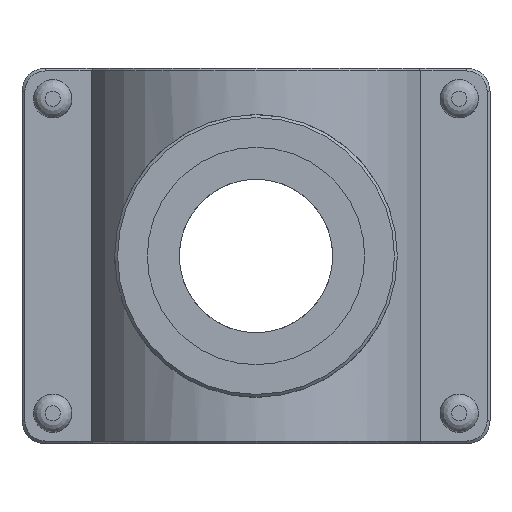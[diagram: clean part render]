
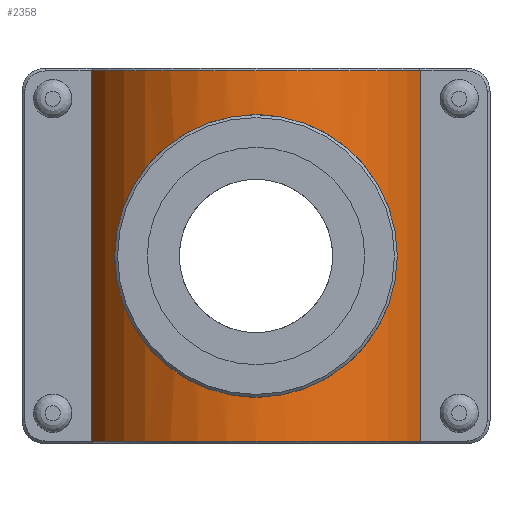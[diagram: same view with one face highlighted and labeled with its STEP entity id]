
A CAD part, front view. The second image highlights one B-rep face of the part: STEP entity #2358.
In plain terms, the highlighted cylindrical face has radius 46.875 mm (diameter 93.75 mm), a partial arc.
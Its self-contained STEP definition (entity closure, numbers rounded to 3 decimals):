
#169=LINE('',#4202,#357);
#170=LINE('',#4204,#358);
#357=VECTOR('',#3103,96.5);
#358=VECTOR('',#3106,96.5);
#588=CIRCLE('',#2555,46.875);
#589=CIRCLE('',#2558,46.875);
#652=FACE_BOUND('',#954,.T.);
#777=FACE_OUTER_BOUND('',#953,.T.);
#953=EDGE_LOOP('',(#1961,#1962,#1963,#1964));
#954=EDGE_LOOP('',(#1965));
#1042=B_SPLINE_CURVE_WITH_KNOTS('',3,(#3417,#3418,#3419,#3420,#3421,#3422,
#3423,#3424,#3425,#3426,#3427,#3428,#3429,#3430,#3431,#3432,#3433,#3434,
#3435,#3436,#3437,#3438,#3439,#3440,#3441,#3442,#3443,#3444,#3445,#3446,
#3447,#3448,#3449,#3450,#3451,#3452,#3453,#3454,#3455,#3456,#3457,#3458,
#3459,#3460,#3461,#3462,#3463,#3464,#3465,#3466,#3467,#3468,#3469,#3470,
#3471,#3472,#3473,#3474,#3475,#3476,#3477,#3478,#3479,#3480,#3481,#3482),
 .UNSPECIFIED.,.T.,.F.,(4,2,2,2,2,2,2,2,2,2,2,2,2,2,2,2,2,2,2,2,2,2,2,2,
2,2,2,2,2,2,2,2,4),(0.,0.382,0.765,1.147,
1.529,1.911,2.293,2.675,3.057,
3.438,3.82,4.202,4.584,4.966,
5.349,5.731,6.113,6.496,6.878,
7.26,7.643,8.024,8.406,8.788,
9.17,9.552,9.933,10.315,10.697,
11.079,11.462,11.844,12.226),
 .UNSPECIFIED.);
#1058=VERTEX_POINT('',#3416);
#1193=VERTEX_POINT('',#4142);
#1194=VERTEX_POINT('',#4147);
#1195=VERTEX_POINT('',#4154);
#1197=VERTEX_POINT('',#4163);
#1274=EDGE_CURVE('',#1058,#1058,#1042,.T.);
#1462=EDGE_CURVE('',#1193,#1194,#588,.T.);
#1468=EDGE_CURVE('',#1197,#1195,#589,.T.);
#1485=EDGE_CURVE('',#1193,#1195,#169,.T.);
#1486=EDGE_CURVE('',#1194,#1197,#170,.T.);
#1961=ORIENTED_EDGE('',*,*,#1462,.F.);
#1962=ORIENTED_EDGE('',*,*,#1485,.T.);
#1963=ORIENTED_EDGE('',*,*,#1468,.F.);
#1964=ORIENTED_EDGE('',*,*,#1486,.F.);
#1965=ORIENTED_EDGE('',*,*,#1274,.T.);
#2249=CYLINDRICAL_SURFACE('',#2573,46.875);
#2358=ADVANCED_FACE('',(#777,#652),#2249,.T.);
#2555=AXIS2_PLACEMENT_3D('',#4148,#3053,#3054);
#2558=AXIS2_PLACEMENT_3D('',#4168,#3061,#3062);
#2573=AXIS2_PLACEMENT_3D('',#4203,#3104,#3105);
#3053=DIRECTION('center_axis',(0.,0.,-1.));
#3054=DIRECTION('ref_axis',(1.,0.,0.));
#3061=DIRECTION('center_axis',(0.,0.,1.));
#3062=DIRECTION('ref_axis',(1.,0.,0.));
#3103=DIRECTION('',(0.,0.,1.));
#3104=DIRECTION('center_axis',(0.,0.,1.));
#3105=DIRECTION('ref_axis',(1.,0.,0.));
#3106=DIRECTION('',(0.,0.,1.));
#3416=CARTESIAN_POINT('',(-20.,-42.394,0.));
#3417=CARTESIAN_POINT('Ctrl Pts',(-20.,-42.394,0.));
#3418=CARTESIAN_POINT('Ctrl Pts',(-20.,-42.394,1.274));
#3419=CARTESIAN_POINT('Ctrl Pts',(-19.876,-42.453,2.586));
#3420=CARTESIAN_POINT('Ctrl Pts',(-19.362,-42.69,5.184));
#3421=CARTESIAN_POINT('Ctrl Pts',(-18.971,-42.868,6.47));
#3422=CARTESIAN_POINT('Ctrl Pts',(-17.946,-43.307,8.928));
#3423=CARTESIAN_POINT('Ctrl Pts',(-17.311,-43.568,10.102));
#3424=CARTESIAN_POINT('Ctrl Pts',(-15.849,-44.121,12.269));
#3425=CARTESIAN_POINT('Ctrl Pts',(-15.022,-44.412,13.263));
#3426=CARTESIAN_POINT('Ctrl Pts',(-13.264,-44.969,15.02));
#3427=CARTESIAN_POINT('Ctrl Pts',(-12.271,-45.254,15.847));
#3428=CARTESIAN_POINT('Ctrl Pts',(-10.103,-45.787,17.31));
#3429=CARTESIAN_POINT('Ctrl Pts',(-8.928,-46.034,17.946));
#3430=CARTESIAN_POINT('Ctrl Pts',(-6.469,-46.443,18.972));
#3431=CARTESIAN_POINT('Ctrl Pts',(-5.182,-46.606,19.362));
#3432=CARTESIAN_POINT('Ctrl Pts',(-2.584,-46.822,19.877));
#3433=CARTESIAN_POINT('Ctrl Pts',(-1.273,-46.875,20.));
#3434=CARTESIAN_POINT('Ctrl Pts',(1.273,-46.875,20.));
#3435=CARTESIAN_POINT('Ctrl Pts',(2.584,-46.822,19.877));
#3436=CARTESIAN_POINT('Ctrl Pts',(5.182,-46.606,19.362));
#3437=CARTESIAN_POINT('Ctrl Pts',(6.469,-46.443,18.972));
#3438=CARTESIAN_POINT('Ctrl Pts',(8.928,-46.034,17.946));
#3439=CARTESIAN_POINT('Ctrl Pts',(10.103,-45.787,17.31));
#3440=CARTESIAN_POINT('Ctrl Pts',(12.271,-45.254,15.847));
#3441=CARTESIAN_POINT('Ctrl Pts',(13.264,-44.969,15.02));
#3442=CARTESIAN_POINT('Ctrl Pts',(15.022,-44.412,13.263));
#3443=CARTESIAN_POINT('Ctrl Pts',(15.849,-44.121,12.269));
#3444=CARTESIAN_POINT('Ctrl Pts',(17.311,-43.568,10.102));
#3445=CARTESIAN_POINT('Ctrl Pts',(17.946,-43.307,8.928));
#3446=CARTESIAN_POINT('Ctrl Pts',(18.971,-42.868,6.47));
#3447=CARTESIAN_POINT('Ctrl Pts',(19.362,-42.69,5.184));
#3448=CARTESIAN_POINT('Ctrl Pts',(19.876,-42.453,2.586));
#3449=CARTESIAN_POINT('Ctrl Pts',(20.,-42.394,1.274));
#3450=CARTESIAN_POINT('Ctrl Pts',(20.,-42.394,-1.274));
#3451=CARTESIAN_POINT('Ctrl Pts',(19.876,-42.453,-2.586));
#3452=CARTESIAN_POINT('Ctrl Pts',(19.362,-42.69,-5.184));
#3453=CARTESIAN_POINT('Ctrl Pts',(18.971,-42.868,-6.47));
#3454=CARTESIAN_POINT('Ctrl Pts',(17.946,-43.307,-8.928));
#3455=CARTESIAN_POINT('Ctrl Pts',(17.311,-43.568,-10.102));
#3456=CARTESIAN_POINT('Ctrl Pts',(15.849,-44.121,-12.269));
#3457=CARTESIAN_POINT('Ctrl Pts',(15.022,-44.412,-13.263));
#3458=CARTESIAN_POINT('Ctrl Pts',(13.264,-44.969,-15.02));
#3459=CARTESIAN_POINT('Ctrl Pts',(12.271,-45.254,-15.847));
#3460=CARTESIAN_POINT('Ctrl Pts',(10.103,-45.787,-17.31));
#3461=CARTESIAN_POINT('Ctrl Pts',(8.928,-46.034,-17.946));
#3462=CARTESIAN_POINT('Ctrl Pts',(6.469,-46.443,-18.972));
#3463=CARTESIAN_POINT('Ctrl Pts',(5.182,-46.606,-19.362));
#3464=CARTESIAN_POINT('Ctrl Pts',(2.584,-46.822,-19.877));
#3465=CARTESIAN_POINT('Ctrl Pts',(1.273,-46.875,-20.));
#3466=CARTESIAN_POINT('Ctrl Pts',(-1.273,-46.875,-20.));
#3467=CARTESIAN_POINT('Ctrl Pts',(-2.584,-46.822,-19.877));
#3468=CARTESIAN_POINT('Ctrl Pts',(-5.182,-46.606,-19.362));
#3469=CARTESIAN_POINT('Ctrl Pts',(-6.469,-46.443,-18.972));
#3470=CARTESIAN_POINT('Ctrl Pts',(-8.928,-46.034,-17.946));
#3471=CARTESIAN_POINT('Ctrl Pts',(-10.103,-45.787,-17.31));
#3472=CARTESIAN_POINT('Ctrl Pts',(-12.271,-45.254,-15.847));
#3473=CARTESIAN_POINT('Ctrl Pts',(-13.264,-44.969,-15.02));
#3474=CARTESIAN_POINT('Ctrl Pts',(-15.022,-44.412,-13.263));
#3475=CARTESIAN_POINT('Ctrl Pts',(-15.849,-44.121,-12.269));
#3476=CARTESIAN_POINT('Ctrl Pts',(-17.311,-43.568,-10.102));
#3477=CARTESIAN_POINT('Ctrl Pts',(-17.946,-43.307,-8.928));
#3478=CARTESIAN_POINT('Ctrl Pts',(-18.971,-42.868,-6.47));
#3479=CARTESIAN_POINT('Ctrl Pts',(-19.362,-42.69,-5.184));
#3480=CARTESIAN_POINT('Ctrl Pts',(-19.876,-42.453,-2.586));
#3481=CARTESIAN_POINT('Ctrl Pts',(-20.,-42.394,-1.274));
#3482=CARTESIAN_POINT('Ctrl Pts',(-20.,-42.394,0.));
#4142=CARTESIAN_POINT('',(42.962,-18.75,-48.25));
#4147=CARTESIAN_POINT('',(-42.962,-18.75,-48.25));
#4148=CARTESIAN_POINT('Origin',(0.,0.,-48.25));
#4154=CARTESIAN_POINT('',(42.962,-18.75,48.25));
#4163=CARTESIAN_POINT('',(-42.962,-18.75,48.25));
#4168=CARTESIAN_POINT('Origin',(0.,0.,48.25));
#4202=CARTESIAN_POINT('',(42.962,-18.75,0.));
#4203=CARTESIAN_POINT('Origin',(0.,0.,0.));
#4204=CARTESIAN_POINT('',(-42.962,-18.75,0.));
